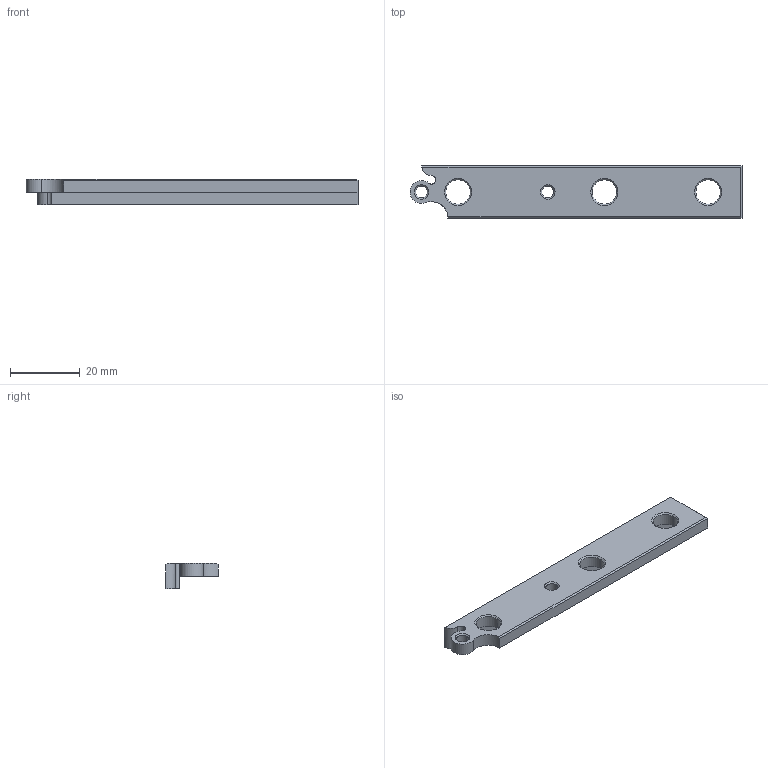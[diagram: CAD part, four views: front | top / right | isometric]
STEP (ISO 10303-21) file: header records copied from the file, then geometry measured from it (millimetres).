
FILE_DESCRIPTION (( 'STEP AP214' ), '1' );
FILE_NAME ('side_trim_two_piece_b.STEP', '2021-10-23T17:35:34', ( '' ), ( '' ), 'SwSTEP 2.0', 'SolidWorks 2021', '' );
FILE_SCHEMA (( 'AUTOMOTIVE_DESIGN' ));
Length unit declared in the file: millimetre
Products named in the file (1): side_trim_two_piece_b
Bounding box: 95.3 x 15 x 7.25 mm (x, y, z)
Volume: 5830 mm3; surface area: 4212.7 mm2
Topology: 1 solids, 1 shells, 35 faces, 92 edges, 56 vertices
Faces by surface type: cylinder 15, cone 10, plane 10
Entity records: 1135 total; most frequent: DIRECTION 205, CARTESIAN_POINT 190, ORIENTED_EDGE 184, EDGE_CURVE 92, AXIS2_PLACEMENT_3D 79, VERTEX_POINT 56, LINE 47, VECTOR 47
